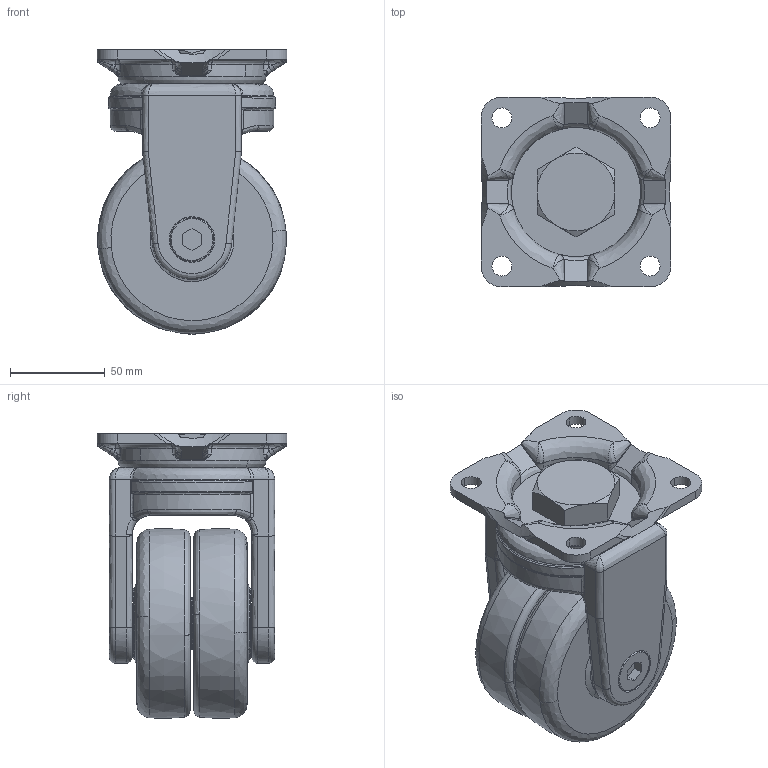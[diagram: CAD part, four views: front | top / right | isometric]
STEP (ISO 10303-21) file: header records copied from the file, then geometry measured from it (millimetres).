
FILE_DESCRIPTION((''),'2;1');
FILE_NAME('','2008-04-30T14:25:26',(''),(''),'','CADfix','');
FILE_SCHEMA(('AUTOMOTIVE_DESIGN { 1 0 10303 214 1 1 1 1 }'));
Length unit declared in the file: millimetre
Bounding box: 100 x 100 x 149.99 mm (x, y, z)
Volume: 711205.1 mm3; surface area: 121968.7 mm2
Topology: 5 solids, 5 shells, 438 faces, 1214 edges, 764 vertices
Faces by surface type: bspline 438
Entity records: 25514 total; most frequent: CARTESIAN_POINT 19033, ORIENTED_EDGE 2356, EDGE_CURVE 1178, VERTEX_POINT 764, EDGE_LOOP 470, FACE_OUTER_BOUND 438, ADVANCED_FACE 438, QUASI_UNIFORM_CURVE 366
